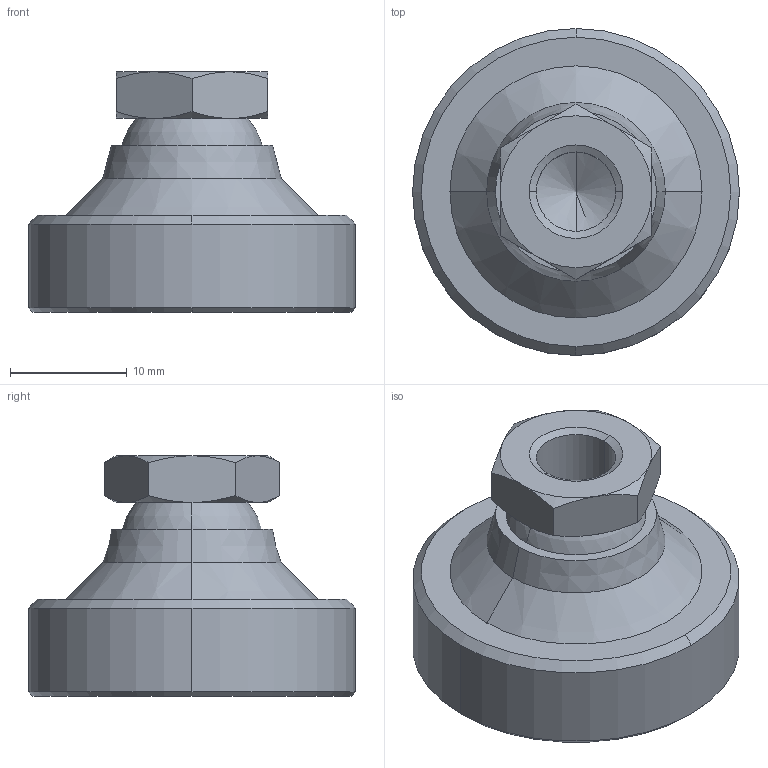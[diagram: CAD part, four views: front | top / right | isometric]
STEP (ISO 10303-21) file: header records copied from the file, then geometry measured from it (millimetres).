
FILE_DESCRIPTION(('STEP AP214'),'1');
FILE_NAME('HALDERN_EH_22590_1108.stp','2020-02-28T09:43:33',('TraceParts'),('TraceParts S.A.'),'Spatial InterOp 3D',' ',' ');
FILE_SCHEMA(('AUTOMOTIVE_DESIGN { 1 0 10303 214 1 1 1 1 }'));
Length unit declared in the file: millimetre
Products named in the file (1): HALDERN_EH_22590_1108_1
Bounding box: 28 x 28 x 20.6 mm (x, y, z)
Volume: 6781.7 mm3; surface area: 5228.3 mm2
Topology: 3 solids, 3 shells, 60 faces, 133 edges, 78 vertices
Faces by surface type: cone 32, plane 14, cylinder 10, sphere 4
Entity records: 2122 total; most frequent: CARTESIAN_POINT 316, DIRECTION 296, ORIENTED_EDGE 254, AXIS2_PLACEMENT_3D 130, EDGE_CURVE 127, VERTEX_POINT 78, CIRCLE 67, EDGE_LOOP 65
